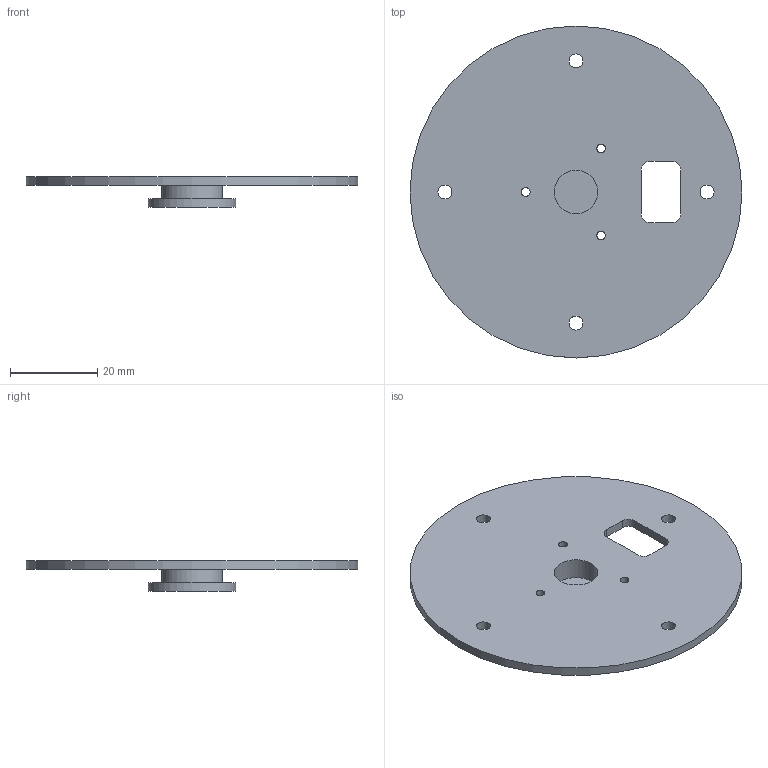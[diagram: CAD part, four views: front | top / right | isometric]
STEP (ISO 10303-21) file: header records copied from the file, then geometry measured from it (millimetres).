
FILE_DESCRIPTION(/* description */ (''),/* implementation_level */ '2;1');
FILE_NAME(/* name */ '',/* time_stamp */ '2024-08-06T20:03:02+08:00',/* author */ (''),/* organization */ (''),/* preprocessor_version */ 'ST-DEVELOPER v20',/* originating_system */ 'Autodesk Translation Framework v13.14.0.145',/* authorisation */ '');
FILE_SCHEMA (('AUTOMOTIVE_DESIGN { 1 0 10303 214 3 1 1 }'));
Length unit declared in the file: millimetre
Products named in the file (1): 3D_Board_Main_2024-08-05
Bounding box: 76 x 76 x 7 mm (x, y, z)
Volume: 9440.2 mm3; surface area: 10158.9 mm2
Topology: 1 solids, 1 shells, 24 faces, 57 edges, 38 vertices
Faces by surface type: cylinder 15, plane 9
Full cylindrical faces by diameter (mm): 2 x3, 3.2 x4, 10 x1, 14 x1, 20 x1, 76 x1
Entity records: 776 total; most frequent: DIRECTION 137, CARTESIAN_POINT 120, ORIENTED_EDGE 114, EDGE_CURVE 57, AXIS2_PLACEMENT_3D 55, EDGE_LOOP 43, VERTEX_POINT 38, CIRCLE 30
